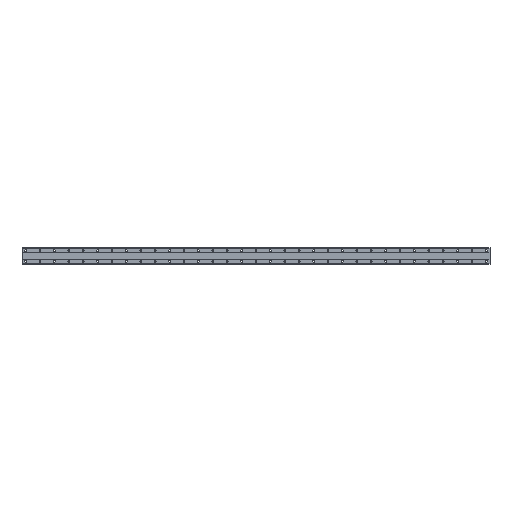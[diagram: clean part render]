
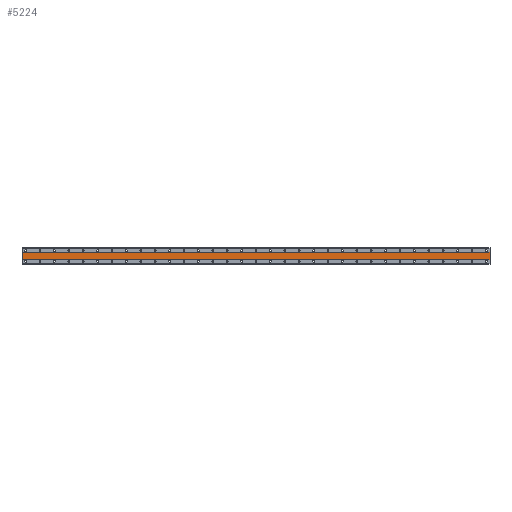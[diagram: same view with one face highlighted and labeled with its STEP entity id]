
A CAD part, front view. The second image highlights one B-rep face of the part: STEP entity #5224.
In plain terms, the highlighted planar face has unit normal (0, -1, 0).
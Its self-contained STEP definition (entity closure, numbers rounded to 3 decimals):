
#47 = EDGE_CURVE ( 'NONE', #10115, #5368, #7153, .T. ) ;
#414 = DIRECTION ( 'NONE',  ( 1., 0., 0. ) ) ;
#641 = LINE ( 'NONE', #3132, #5678 ) ;
#647 = EDGE_CURVE ( 'NONE', #5368, #7581, #5990, .T. ) ;
#1182 = CARTESIAN_POINT ( 'NONE',  ( 2580., 1., 44.91 ) ) ;
#1337 = ORIENTED_EDGE ( 'NONE', *, *, #3504, .T. ) ;
#1380 = LINE ( 'NONE', #9151, #8488 ) ;
#1389 = ORIENTED_EDGE ( 'NONE', *, *, #47, .F. ) ;
#1464 = DIRECTION ( 'NONE',  ( 0., 0., 1. ) ) ;
#1523 = CARTESIAN_POINT ( 'NONE',  ( 2580., 1., 20. ) ) ;
#1643 = EDGE_LOOP ( 'NONE', ( #7652, #1389, #3534, #1337 ) ) ;
#1659 = DIRECTION ( 'NONE',  ( -1., 0., 0. ) ) ;
#2421 = AXIS2_PLACEMENT_3D ( 'NONE', #1523, #5792, #1464 ) ;
#2948 = CARTESIAN_POINT ( 'NONE',  ( -20., 1., -20. ) ) ;
#3132 = CARTESIAN_POINT ( 'NONE',  ( -20., 1., 44.91 ) ) ;
#3161 = PLANE ( 'NONE',  #2421 ) ;
#3504 = EDGE_CURVE ( 'NONE', #10844, #7581, #641, .T. ) ;
#3534 = ORIENTED_EDGE ( 'NONE', *, *, #7104, .F. ) ;
#3719 = DIRECTION ( 'NONE',  ( 0., 0., -1. ) ) ;
#4267 = CARTESIAN_POINT ( 'NONE',  ( 2580., 1., -20. ) ) ;
#5224 = ADVANCED_FACE ( 'NONE', ( #11035 ), #3161, .F. ) ;
#5368 = VERTEX_POINT ( 'NONE', #4267 ) ;
#5678 = VECTOR ( 'NONE', #6727, 1000. ) ;
#5792 = DIRECTION ( 'NONE',  ( 0., 1., 0. ) ) ;
#5831 = VECTOR ( 'NONE', #1659, 1000. ) ;
#5990 = LINE ( 'NONE', #9427, #5831 ) ;
#6155 = VECTOR ( 'NONE', #3719, 1000. ) ;
#6408 = CARTESIAN_POINT ( 'NONE',  ( 2580., 1., 20. ) ) ;
#6727 = DIRECTION ( 'NONE',  ( 0., 0., -1. ) ) ;
#7104 = EDGE_CURVE ( 'NONE', #10844, #10115, #1380, .T. ) ;
#7153 = LINE ( 'NONE', #1182, #6155 ) ;
#7581 = VERTEX_POINT ( 'NONE', #2948 ) ;
#7652 = ORIENTED_EDGE ( 'NONE', *, *, #647, .F. ) ;
#8488 = VECTOR ( 'NONE', #414, 1000. ) ;
#9151 = CARTESIAN_POINT ( 'NONE',  ( 2580., 1., 20. ) ) ;
#9396 = CARTESIAN_POINT ( 'NONE',  ( -20., 1., 20. ) ) ;
#9427 = CARTESIAN_POINT ( 'NONE',  ( 2580., 1., -20. ) ) ;
#10115 = VERTEX_POINT ( 'NONE', #6408 ) ;
#10844 = VERTEX_POINT ( 'NONE', #9396 ) ;
#11035 = FACE_OUTER_BOUND ( 'NONE', #1643, .T. ) ;
